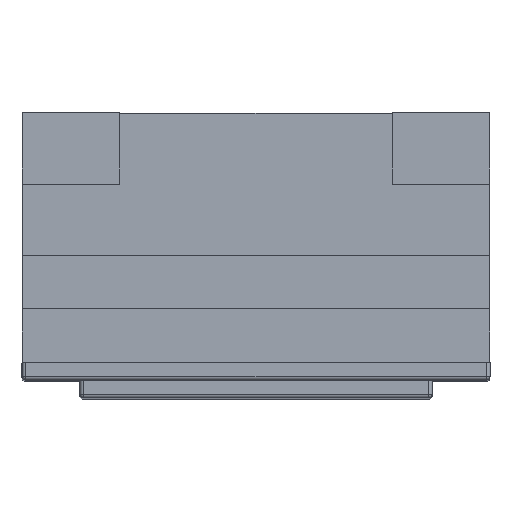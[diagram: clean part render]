
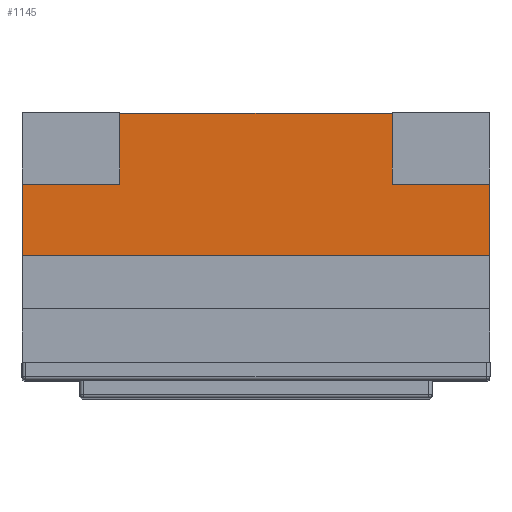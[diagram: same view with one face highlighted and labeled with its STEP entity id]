
A CAD part, top view. The second image highlights one B-rep face of the part: STEP entity #1145.
In plain terms, the highlighted planar face has unit normal (0, 0, 1).
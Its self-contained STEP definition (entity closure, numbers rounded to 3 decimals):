
#71=PLANE('',#1292);
#114=FACE_OUTER_BOUND('',#185,.T.);
#185=EDGE_LOOP('',(#828,#829,#830,#831,#832,#833,#834,#835));
#260=LINE('',#1792,#376);
#275=LINE('',#1823,#391);
#276=LINE('',#1825,#392);
#277=LINE('',#1827,#393);
#278=LINE('',#1829,#394);
#279=LINE('',#1831,#395);
#280=LINE('',#1833,#396);
#281=LINE('',#1834,#397);
#376=VECTOR('',#1433,10.);
#391=VECTOR('',#1458,10.);
#392=VECTOR('',#1459,10.);
#393=VECTOR('',#1460,10.);
#394=VECTOR('',#1461,10.);
#395=VECTOR('',#1462,10.);
#396=VECTOR('',#1463,10.);
#397=VECTOR('',#1464,10.);
#538=VERTEX_POINT('',#1789);
#539=VERTEX_POINT('',#1791);
#550=VERTEX_POINT('',#1822);
#551=VERTEX_POINT('',#1824);
#552=VERTEX_POINT('',#1826);
#553=VERTEX_POINT('',#1828);
#554=VERTEX_POINT('',#1830);
#555=VERTEX_POINT('',#1832);
#642=EDGE_CURVE('',#539,#538,#260,.T.);
#657=EDGE_CURVE('',#538,#550,#275,.T.);
#658=EDGE_CURVE('',#550,#551,#276,.T.);
#659=EDGE_CURVE('',#551,#552,#277,.T.);
#660=EDGE_CURVE('',#553,#552,#278,.T.);
#661=EDGE_CURVE('',#553,#554,#279,.T.);
#662=EDGE_CURVE('',#554,#555,#280,.T.);
#663=EDGE_CURVE('',#539,#555,#281,.T.);
#828=ORIENTED_EDGE('',*,*,#642,.T.);
#829=ORIENTED_EDGE('',*,*,#657,.T.);
#830=ORIENTED_EDGE('',*,*,#658,.T.);
#831=ORIENTED_EDGE('',*,*,#659,.T.);
#832=ORIENTED_EDGE('',*,*,#660,.F.);
#833=ORIENTED_EDGE('',*,*,#661,.T.);
#834=ORIENTED_EDGE('',*,*,#662,.T.);
#835=ORIENTED_EDGE('',*,*,#663,.F.);
#1145=ADVANCED_FACE('',(#114),#71,.T.);
#1292=AXIS2_PLACEMENT_3D('',#1821,#1456,#1457);
#1433=DIRECTION('',(1.,0.,0.));
#1456=DIRECTION('center_axis',(0.,0.,1.));
#1457=DIRECTION('ref_axis',(1.,0.,0.));
#1458=DIRECTION('',(0.,1.,0.));
#1459=DIRECTION('',(-1.,0.,0.));
#1460=DIRECTION('',(0.,1.,0.));
#1461=DIRECTION('',(1.,0.,0.));
#1462=DIRECTION('',(0.,-1.,0.));
#1463=DIRECTION('',(-1.,0.,0.));
#1464=DIRECTION('',(0.,1.,0.));
#1789=CARTESIAN_POINT('',(13.15,6.,22.85));
#1791=CARTESIAN_POINT('',(-13.15,6.,22.85));
#1792=CARTESIAN_POINT('',(0.,6.,22.85));
#1821=CARTESIAN_POINT('Origin',(-13.15,0.,22.85));
#1822=CARTESIAN_POINT('',(13.15,10.,22.85));
#1823=CARTESIAN_POINT('',(13.15,0.,22.85));
#1824=CARTESIAN_POINT('',(7.65,10.,22.85));
#1825=CARTESIAN_POINT('',(-1.375,10.,22.85));
#1826=CARTESIAN_POINT('',(7.65,14.,22.85));
#1827=CARTESIAN_POINT('',(7.65,7.,22.85));
#1828=CARTESIAN_POINT('',(-7.65,14.,22.85));
#1829=CARTESIAN_POINT('',(13.15,14.,22.85));
#1830=CARTESIAN_POINT('',(-7.65,10.,22.85));
#1831=CARTESIAN_POINT('',(-7.65,7.,22.85));
#1832=CARTESIAN_POINT('',(-13.15,10.,22.85));
#1833=CARTESIAN_POINT('',(-11.775,10.,22.85));
#1834=CARTESIAN_POINT('',(-13.15,0.,22.85));
